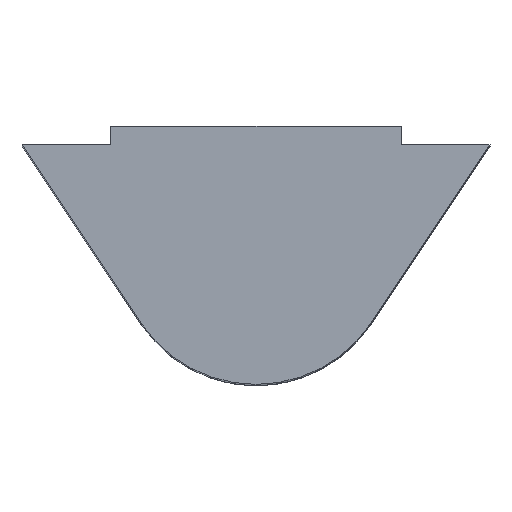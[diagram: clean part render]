
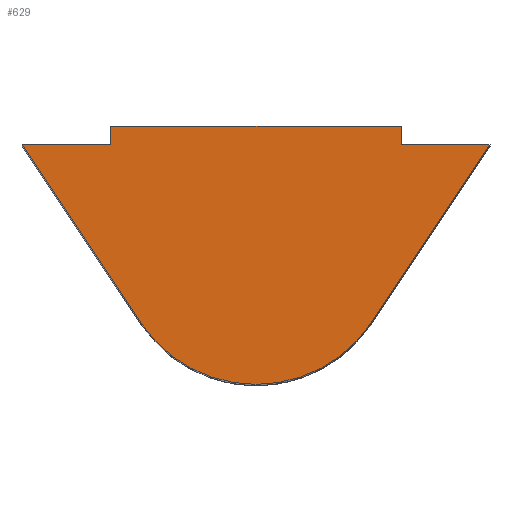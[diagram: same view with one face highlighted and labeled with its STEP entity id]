
A CAD part, top view. The second image highlights one B-rep face of the part: STEP entity #629.
In plain terms, the highlighted planar face has unit normal (0, 0, 1).
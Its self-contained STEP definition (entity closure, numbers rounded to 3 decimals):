
#4 = VERTEX_POINT ( 'NONE', #343 ) ;
#8 = CIRCLE ( 'NONE', #896, 6. ) ;
#81 = CARTESIAN_POINT ( 'NONE',  ( 0., -5.2, 17.25 ) ) ;
#82 = DIRECTION ( 'NONE',  ( 0.555, -0.832, 0. ) ) ;
#91 = CARTESIAN_POINT ( 'NONE',  ( 4.991, -8.531, 17.25 ) ) ;
#141 = CARTESIAN_POINT ( 'NONE',  ( 6.3, -5.2, 17.25 ) ) ;
#154 = DIRECTION ( 'NONE',  ( 1., 0., 0. ) ) ;
#159 = CARTESIAN_POINT ( 'NONE',  ( 0., -0.8, 17.25 ) ) ;
#200 = CARTESIAN_POINT ( 'NONE',  ( 4.991, -8.531, 17.25 ) ) ;
#203 = VERTEX_POINT ( 'NONE', #581 ) ;
#292 = VECTOR ( 'NONE', #419, 1000. ) ;
#308 = CARTESIAN_POINT ( 'NONE',  ( -4.991, -8.531, 17.25 ) ) ;
#311 = ORIENTED_EDGE ( 'NONE', *, *, #336, .T. ) ;
#317 = LINE ( 'NONE', #91, #822 ) ;
#324 = EDGE_CURVE ( 'NONE', #203, #791, #403, .T. ) ;
#331 = VECTOR ( 'NONE', #565, 1000. ) ;
#336 = EDGE_CURVE ( 'NONE', #703, #792, #406, .T. ) ;
#342 = EDGE_CURVE ( 'NONE', #792, #432, #8, .T. ) ;
#343 = CARTESIAN_POINT ( 'NONE',  ( -6.3, -0.8, 17.25 ) ) ;
#358 = VECTOR ( 'NONE', #643, 1000. ) ;
#382 = LINE ( 'NONE', #141, #331 ) ;
#384 = LINE ( 'NONE', #630, #358 ) ;
#403 = LINE ( 'NONE', #636, #408 ) ;
#406 = LINE ( 'NONE', #936, #411 ) ;
#408 = VECTOR ( 'NONE', #933, 1000. ) ;
#409 = DIRECTION ( 'NONE',  ( 0., 0., 1. ) ) ;
#411 = VECTOR ( 'NONE', #82, 1000. ) ;
#412 = ORIENTED_EDGE ( 'NONE', *, *, #342, .T. ) ;
#419 = DIRECTION ( 'NONE',  ( 0., -1., 0. ) ) ;
#432 = VERTEX_POINT ( 'NONE', #200 ) ;
#438 = CARTESIAN_POINT ( 'NONE',  ( -10.15, -0.8, 17.25 ) ) ;
#445 = LINE ( 'NONE', #913, #292 ) ;
#447 = ORIENTED_EDGE ( 'NONE', *, *, #507, .T. ) ;
#449 = EDGE_CURVE ( 'NONE', #827, #4, #445, .T. ) ;
#494 = EDGE_LOOP ( 'NONE', ( #447, #814, #830, #311, #412, #865, #917, #850 ) ) ;
#499 = PLANE ( 'NONE',  #859 ) ;
#507 = EDGE_CURVE ( 'NONE', #813, #827, #384, .T. ) ;
#513 = EDGE_CURVE ( 'NONE', #791, #813, #382, .T. ) ;
#536 = EDGE_CURVE ( 'NONE', #432, #203, #317, .T. ) ;
#565 = DIRECTION ( 'NONE',  ( 0., 1., 0. ) ) ;
#576 = DIRECTION ( 'NONE',  ( 0., 0., 1. ) ) ;
#581 = CARTESIAN_POINT ( 'NONE',  ( 10.15, -0.8, 17.25 ) ) ;
#582 = DIRECTION ( 'NONE',  ( 0.555, 0.832, 0. ) ) ;
#589 = CARTESIAN_POINT ( 'NONE',  ( 6.3, 0., 17.25 ) ) ;
#629 = ADVANCED_FACE ( 'NONE', ( #884 ), #499, .T. ) ;
#630 = CARTESIAN_POINT ( 'NONE',  ( -6.3, 0., 17.25 ) ) ;
#636 = CARTESIAN_POINT ( 'NONE',  ( 0., -0.8, 17.25 ) ) ;
#642 = DIRECTION ( 'NONE',  ( -1., 0., 0. ) ) ;
#643 = DIRECTION ( 'NONE',  ( -1., 0., 0. ) ) ;
#655 = CARTESIAN_POINT ( 'NONE',  ( 6.3, -0.8, 17.25 ) ) ;
#703 = VERTEX_POINT ( 'NONE', #438 ) ;
#708 = EDGE_CURVE ( 'NONE', #4, #703, #886, .T. ) ;
#791 = VERTEX_POINT ( 'NONE', #655 ) ;
#792 = VERTEX_POINT ( 'NONE', #308 ) ;
#810 = VECTOR ( 'NONE', #642, 1000. ) ;
#813 = VERTEX_POINT ( 'NONE', #589 ) ;
#814 = ORIENTED_EDGE ( 'NONE', *, *, #449, .T. ) ;
#822 = VECTOR ( 'NONE', #582, 1000. ) ;
#827 = VERTEX_POINT ( 'NONE', #887 ) ;
#830 = ORIENTED_EDGE ( 'NONE', *, *, #708, .T. ) ;
#831 = CARTESIAN_POINT ( 'NONE',  ( 0., -5.2, 17.25 ) ) ;
#850 = ORIENTED_EDGE ( 'NONE', *, *, #513, .T. ) ;
#859 = AXIS2_PLACEMENT_3D ( 'NONE', #81, #576, #154 ) ;
#865 = ORIENTED_EDGE ( 'NONE', *, *, #536, .T. ) ;
#884 = FACE_OUTER_BOUND ( 'NONE', #494, .T. ) ;
#886 = LINE ( 'NONE', #159, #810 ) ;
#887 = CARTESIAN_POINT ( 'NONE',  ( -6.3, 0., 17.25 ) ) ;
#896 = AXIS2_PLACEMENT_3D ( 'NONE', #831, #409, #904 ) ;
#904 = DIRECTION ( 'NONE',  ( -1., 0., 0. ) ) ;
#913 = CARTESIAN_POINT ( 'NONE',  ( -6.3, -0.8, 17.25 ) ) ;
#917 = ORIENTED_EDGE ( 'NONE', *, *, #324, .T. ) ;
#933 = DIRECTION ( 'NONE',  ( -1., 0., 0. ) ) ;
#936 = CARTESIAN_POINT ( 'NONE',  ( -10.15, -0.8, 17.25 ) ) ;
